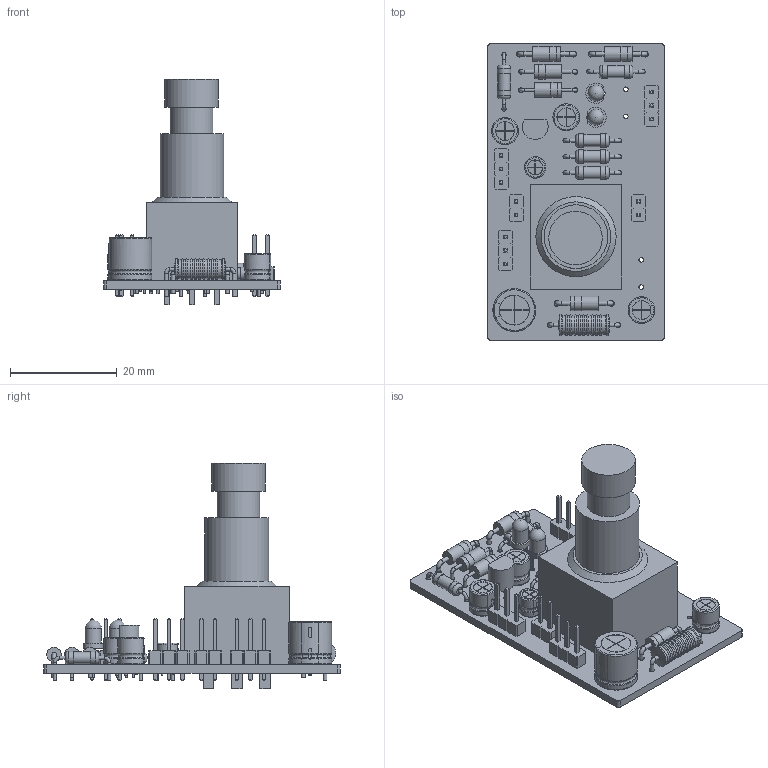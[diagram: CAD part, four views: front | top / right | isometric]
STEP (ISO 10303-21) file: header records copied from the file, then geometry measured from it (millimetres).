
FILE_DESCRIPTION(('KiCad electronic assembly'),'2;1');
FILE_NAME('Padal_Clipping.step','2025-12-11T12:01:10',('Pcbnew'),( 'Kicad'),'Open CASCADE STEP processor 7.8','KiCad to STEP converter' ,'Unknown');
FILE_SCHEMA(('AUTOMOTIVE_DESIGN { 1 0 10303 214 1 1 1 1 }'));
Length unit declared in the file: millimetre
Products named in the file (14): Padal_Clipping 1; LED_D3.0mm; PinHeader_1x02_P2.54mm_Vertical; D_DO-41_SOD81_P10.16mm_Horizontal; R_Axial_DIN0207_L6.3mm_D2.5mm_P10.16mm_Horizontal; CP_Radial_D5.0mm_P2.00mm; PinHeader_1x03_P2.54mm_Vertical; CP_Radial_D8.0mm_P3.80mm; CP_Radial_D4.0mm_P2.00mm; Switch principal; D_A-405_P10.16mm_Horizontal; TO-92; L_Axial_L9.5mm_D4.0mm_P12.70mm_Horizontal_Fastron_SMCC; Padal_Clipping_PCB
Assembly tree (26 placements, depth 2):
  Padal_Clipping 1
    LED_D3.0mm  x2
    PinHeader_1x02_P2.54mm_Vertical  x2
    D_DO-41_SOD81_P10.16mm_Horizontal  x3
    R_Axial_DIN0207_L6.3mm_D2.5mm_P10.16mm_Horizontal  x5
    CP_Radial_D5.0mm_P2.00mm  x3
    PinHeader_1x03_P2.54mm_Vertical  x3
    CP_Radial_D8.0mm_P3.80mm
    CP_Radial_D4.0mm_P2.00mm
    Switch principal
    D_A-405_P10.16mm_Horizontal  x2
    TO-92
    L_Axial_L9.5mm_D4.0mm_P12.70mm_Horizontal_Fastron_SMCC
    Padal_Clipping_PCB
Bounding box: 33.02 x 55.37 x 42.1 mm (x, y, z)
Volume: 11346.9 mm3; surface area: 9782.9 mm2
Topology: 26 solids, 31 shells, 998 faces, 2268 edges, 1429 vertices
Faces by surface type: plane 639, cylinder 240, torus 42, revolution 40, bspline 34, sphere 2, cone 1
Full cylindrical faces by diameter (mm): 0.3 x2, 0.5 x8, 0.6 x30, 0.7 x4, 0.75 x3, 0.8 x30, 0.864 x4, 0.9 x8, 1 x15, 1.1 x6, 2.25 x5, 2.5 x10, 2.7 x10, 2.72 x5, 3 x2, 3.525 x10, 4 x2, 8 x1, 10 x1, 11.908 x1
Entity records: 23736 total; most frequent: CARTESIAN_POINT 6999, DIRECTION 2786, ORIENTED_EDGE 2682, EDGE_CURVE 1341, AXIS2_PLACEMENT_3D 959, VERTEX_POINT 854, LINE 838, VECTOR 838
